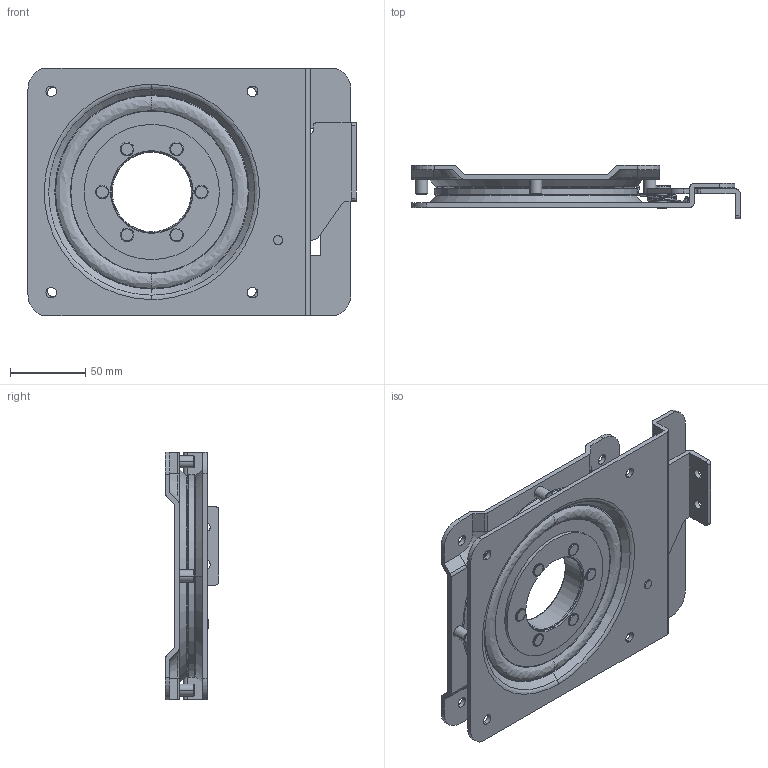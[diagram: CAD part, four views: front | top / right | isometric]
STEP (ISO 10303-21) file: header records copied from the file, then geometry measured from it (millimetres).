
FILE_DESCRIPTION (( 'STEP AP203' ), '1' );
FILE_NAME ('GFW-746-STP.STEP', '2024-06-28T05:46:53', ( '' ), ( '' ), 'SwSTEP 2.0', 'SolidWorks 2020', '' );
FILE_SCHEMA (( 'CONFIG_CONTROL_DESIGN' ));
Length unit declared in the file: millimetre
Products named in the file (3): GFW-746-PartA; GFW-746-PartB; GFW-746-STP
Assembly tree (2 placements, depth 2):
  GFW-746-STP
    GFW-746-PartB
    GFW-746-PartA
Bounding box: 218.5 x 35.7 x 165 mm (x, y, z)
Volume: 256341.9 mm3; surface area: 176426.8 mm2
Topology: 12 solids, 12 shells, 575 faces, 1408 edges, 900 vertices
Faces by surface type: cylinder 275, plane 164, bspline 102, cone 34
Entity records: 21644 total; most frequent: CARTESIAN_POINT 7542, DIRECTION 3068, ORIENTED_EDGE 2816, EDGE_CURVE 1408, AXIS2_PLACEMENT_3D 1240, VERTEX_POINT 900, CIRCLE 762, EDGE_LOOP 676
